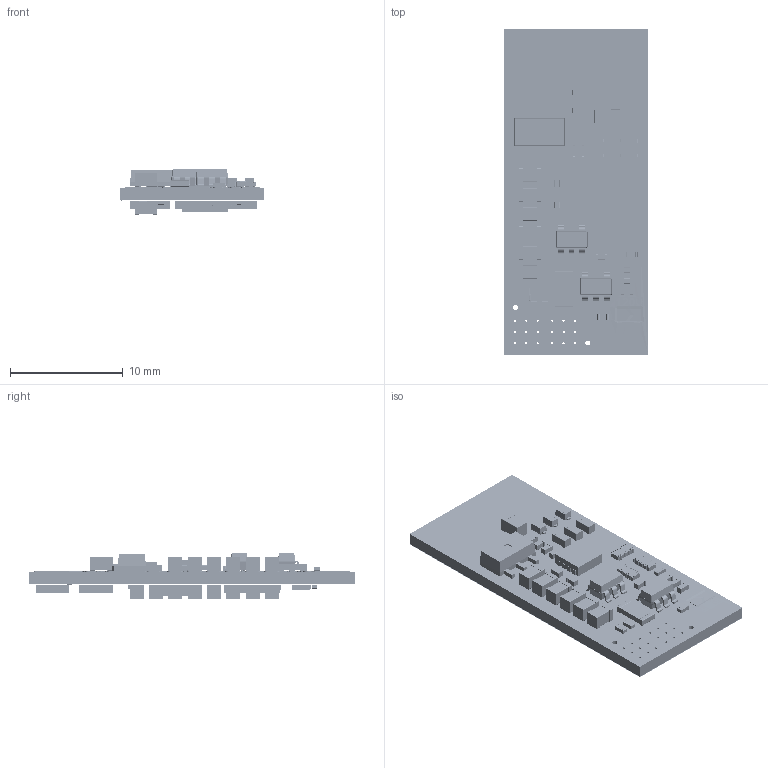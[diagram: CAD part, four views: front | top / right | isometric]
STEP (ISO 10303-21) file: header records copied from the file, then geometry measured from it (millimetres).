
FILE_DESCRIPTION(('HOOPS Exchange Step'),'2;1');
FILE_NAME('temp_export','2026-03-06T10:50:09+08:00',('huibean'),('Shapr3D Limited'),'HOOPS Exchange 2025.9','Shapr3D','Authorized');
FILE_SCHEMA( ('AP242_MANAGED_MODEL_BASED_3D_ENGINEERING_MIM_LF {1 0 10303 442 1 1 4}') );
Length unit declared in the file: millimetre
Products named in the file (74): C_0402_1005Metric; HVSON08_3X3_NXP; vimdrones_esc_nano_v1.1 1.4.1; SOT-89-3; R_Array_Concave_4x0402; D_SOD-523; C_0603_1608Metric; SOT-23-5; R_0402_1005Metric; C_0805_2012Metric; R_1206_3216Metric; DFN-8-1EP_3x3mm_P0.65mm_EP1.55x2.4mm; 2016-SMD4; QFN24_4X4_SEM; QFN-32-1EP_5x5mm_P0.5mm_EP3.45x3.45mm; vimdrones_esc_nano_v1.1_copper; vimdrones_esc_nano_v1.1_pad; vimdrones_esc_nano_v1.1_silkscreen; vimdrones_esc_nano_v1.1_soldermask; vimdrones_esc_nano_v1.1_PCB; vimdrones_esc_nano_v1.1.step; root
Assembly tree (73 placements, depth 4):
  root
    vimdrones_esc_nano_v1.1.step
      C_0402_1005Metric
      HVSON08_3X3_NXP
      C_0402_1005Metric
      SOT-89-3
        vimdrones_esc_nano_v1.1 1.4.1
      C_0402_1005Metric
      R_Array_Concave_4x0402
      D_SOD-523
      C_0402_1005Metric
      D_SOD-523
      C_0603_1608Metric
      R_Array_Concave_4x0402
      C_0402_1005Metric
      C_0402_1005Metric
      SOT-23-5
      C_0402_1005Metric
      R_0402_1005Metric
      R_0402_1005Metric
      C_0603_1608Metric
      C_0603_1608Metric
      C_0805_2012Metric
      R_0402_1005Metric
      C_0402_1005Metric
      SOT-23-5
      R_1206_3216Metric
      C_0805_2012Metric
      R_Array_Concave_4x0402
      C_0805_2012Metric
      C_0402_1005Metric
      D_SOD-523
      R_0402_1005Metric
      C_0402_1005Metric
      C_0805_2012Metric
      C_0805_2012Metric
      C_0805_2012Metric
      C_0805_2012Metric
      R_0402_1005Metric
      C_0805_2012Metric
      C_0805_2012Metric
      R_0402_1005Metric
      C_0805_2012Metric
      R_0402_1005Metric
      C_0402_1005Metric
      DFN-8-1EP_3x3mm_P0.65mm_EP1.55x2.4mm
      R_0402_1005Metric
      2016-SMD4
      C_0805_2012Metric
      QFN24_4X4_SEM
      R_0402_1005Metric
      C_0805_2012Metric
      C_0402_1005Metric
      DFN-8-1EP_3x3mm_P0.65mm_EP1.55x2.4mm
      R_0402_1005Metric
      DFN-8-1EP_3x3mm_P0.65mm_EP1.55x2.4mm
      DFN-8-1EP_3x3mm_P0.65mm_EP1.55x2.4mm
      C_0402_1005Metric
      C_0805_2012Metric
      C_0402_1005Metric
Bounding box: 12.8 x 28.8 x 4.04 mm (x, y, z)
Volume: 588.9 mm3; surface area: 3365.5 mm2
Topology: 470 solids, 621 shells, 7471 faces, 22292 edges, 15994 vertices
Faces by surface type: plane 5538, cylinder 1933
Full cylindrical faces by diameter (mm): 0.15 x1, 0.2 x86, 0.204 x1, 0.225 x18, 0.25 x36, 0.45 x6, 0.475 x2, 0.5 x43, 0.7 x1, 0.717 x1, 0.8 x8
Entity records: 268582 total; most frequent: CARTESIAN_POINT 62109, ORIENTED_EDGE 41446, DIRECTION 40476, EDGE_CURVE 22292, VECTOR 17026, LINE 17026, VERTEX_POINT 15994, AXIS2_PLACEMENT_3D 11725
